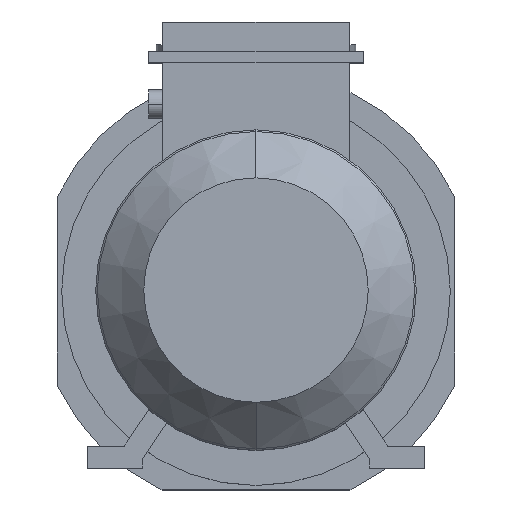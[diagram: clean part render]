
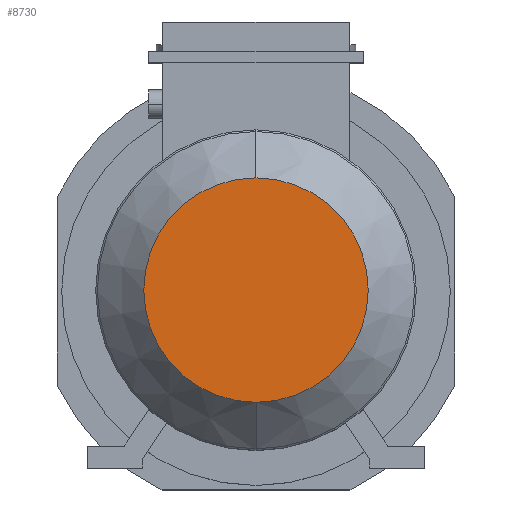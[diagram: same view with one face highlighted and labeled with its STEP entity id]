
A CAD part, top view. The second image highlights one B-rep face of the part: STEP entity #8730.
In plain terms, the highlighted planar face has unit normal (0, 0, 1).
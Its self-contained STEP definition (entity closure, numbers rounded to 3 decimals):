
#475 = AXIS2_PLACEMENT_3D ( 'NONE', #5742, #5743, #5744 ) ;
#521 = AXIS2_PLACEMENT_3D ( 'NONE', #7771, #7772, #7773 ) ;
#1534 = CIRCLE ( 'NONE', #521, 101.063 ) ;
#2717 = ORIENTED_EDGE ( 'NONE', *, *, #7367, .F. ) ;
#2718 = ORIENTED_EDGE ( 'NONE', *, *, #8095, .F. ) ;
#4525 = PLANE ( 'NONE',  #7460 ) ;
#4544 = CARTESIAN_POINT ( 'NONE',  ( 0., 0., 719. ) ) ;
#4545 = DIRECTION ( 'NONE',  ( 0., 0., -1. ) ) ;
#4546 = DIRECTION ( 'NONE',  ( 0., -1., 0. ) ) ;
#5560 = CIRCLE ( 'NONE', #475, 101.063 ) ;
#5742 = CARTESIAN_POINT ( 'NONE',  ( 0., 0., 719. ) ) ;
#5743 = DIRECTION ( 'NONE',  ( 0., 0., -1. ) ) ;
#5744 = DIRECTION ( 'NONE',  ( 0., -1., 0. ) ) ;
#5838 = CARTESIAN_POINT ( 'NONE',  ( 0., -101.063, 719. ) ) ;
#5840 = CARTESIAN_POINT ( 'NONE',  ( 0., 101.062, 719. ) ) ;
#7247 = FACE_OUTER_BOUND ( 'NONE', #9216, .T. ) ;
#7367 = EDGE_CURVE ( 'NONE', #7666, #7668, #5560, .T. ) ;
#7460 = AXIS2_PLACEMENT_3D ( 'NONE', #4544, #4545, #4546 ) ;
#7666 = VERTEX_POINT ( 'NONE', #5838 ) ;
#7668 = VERTEX_POINT ( 'NONE', #5840 ) ;
#7771 = CARTESIAN_POINT ( 'NONE',  ( 0., 0., 719. ) ) ;
#7772 = DIRECTION ( 'NONE',  ( 0., 0., -1. ) ) ;
#7773 = DIRECTION ( 'NONE',  ( 0., -1., 0. ) ) ;
#8095 = EDGE_CURVE ( 'NONE', #7668, #7666, #1534, .T. ) ;
#8730 = ADVANCED_FACE ( 'NONE', ( #7247 ), #4525, .F. ) ;
#9216 = EDGE_LOOP ( 'NONE', ( #2717, #2718 ) ) ;
